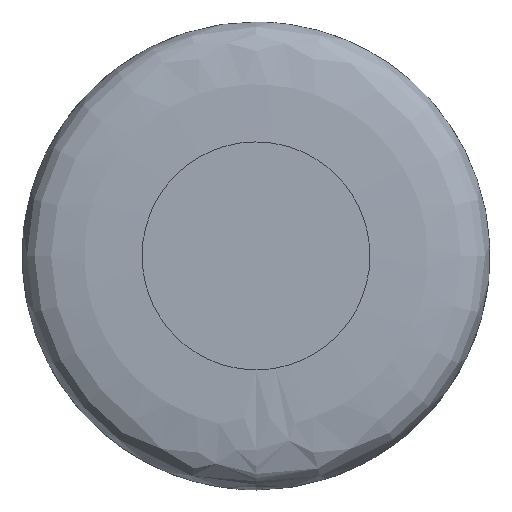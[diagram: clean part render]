
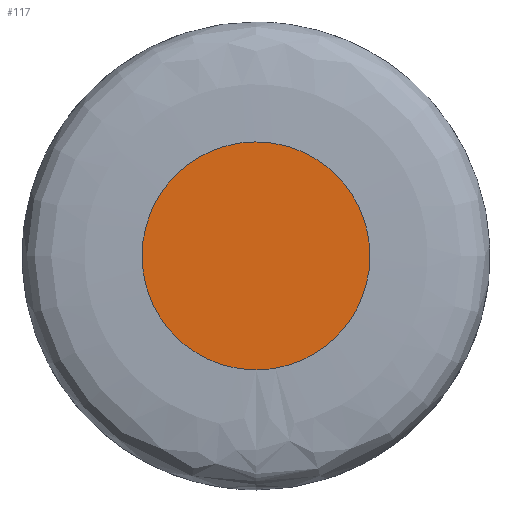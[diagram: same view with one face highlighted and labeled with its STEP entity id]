
A CAD part, top view. The second image highlights one B-rep face of the part: STEP entity #117.
In plain terms, the highlighted planar face has unit normal (0, 0, 1).
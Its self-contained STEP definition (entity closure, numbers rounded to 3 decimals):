
#2 = PLANE ( 'NONE',  #108 ) ;
#5 = CARTESIAN_POINT ( 'NONE',  ( -9.602, -73.154, 61. ) ) ;
#12 = VERTEX_POINT ( 'NONE', #155 ) ;
#18 = DIRECTION ( 'NONE',  ( 0., 0., -1. ) ) ;
#20 = CARTESIAN_POINT ( 'NONE',  ( 0., -73.058, 61. ) ) ;
#21 = B_SPLINE_CURVE_WITH_KNOTS ( 'NONE', 3,
 ( #20, #5, #193, #107, #113, #179, #161, #27, #43, #114, #41 ),
 .UNSPECIFIED., .F., .F.,
 ( 4, 1, 1, 1, 1, 1, 1, 1, 4 ),
 ( 0., 0.125, 0.25, 0.375, 0.5, 0.625, 0.75, 0.875, 1. ),
 .UNSPECIFIED. ) ;
#27 = CARTESIAN_POINT ( 'NONE',  ( -53.01, 53.017, 61. ) ) ;
#37 = FACE_OUTER_BOUND ( 'NONE', #131, .T. ) ;
#38 = DIRECTION ( 'NONE',  ( 0., -1., 0. ) ) ;
#41 = CARTESIAN_POINT ( 'NONE',  ( 0., 73.058, 61. ) ) ;
#43 = CARTESIAN_POINT ( 'NONE',  ( -28.667, 69.209, 61. ) ) ;
#45 = CARTESIAN_POINT ( 'NONE',  ( 74.961, 0., 61. ) ) ;
#46 = CARTESIAN_POINT ( 'NONE',  ( 53.01, -53.017, 61. ) ) ;
#53 = CARTESIAN_POINT ( 'NONE',  ( 0., 0., 61. ) ) ;
#57 = EDGE_CURVE ( 'NONE', #197, #12, #110, .T. ) ;
#60 = CARTESIAN_POINT ( 'NONE',  ( 9.602, -73.154, 61. ) ) ;
#79 = CARTESIAN_POINT ( 'NONE',  ( 28.667, 69.209, 61. ) ) ;
#103 = CARTESIAN_POINT ( 'NONE',  ( 28.667, -69.209, 61. ) ) ;
#107 = CARTESIAN_POINT ( 'NONE',  ( -53.01, -53.017, 61. ) ) ;
#108 = AXIS2_PLACEMENT_3D ( 'NONE', #53, #18, #38 ) ;
#110 = B_SPLINE_CURVE_WITH_KNOTS ( 'NONE', 3,
 ( #154, #206, #79, #140, #122, #45, #200, #46, #103, #60, #153 ),
 .UNSPECIFIED., .F., .F.,
 ( 4, 1, 1, 1, 1, 1, 1, 1, 4 ),
 ( 0., 0.125, 0.25, 0.375, 0.5, 0.625, 0.75, 0.875, 1. ),
 .UNSPECIFIED. ) ;
#112 = CARTESIAN_POINT ( 'NONE',  ( 0., 73.058, 61. ) ) ;
#113 = CARTESIAN_POINT ( 'NONE',  ( -69.253, -28.683, 61. ) ) ;
#114 = CARTESIAN_POINT ( 'NONE',  ( -9.602, 73.154, 61. ) ) ;
#117 = ADVANCED_FACE ( 'NONE', ( #37 ), #2, .F. ) ;
#122 = CARTESIAN_POINT ( 'NONE',  ( 69.253, 28.683, 61. ) ) ;
#131 = EDGE_LOOP ( 'NONE', ( #164, #148 ) ) ;
#140 = CARTESIAN_POINT ( 'NONE',  ( 53.01, 53.017, 61. ) ) ;
#148 = ORIENTED_EDGE ( 'NONE', *, *, #57, .F. ) ;
#153 = CARTESIAN_POINT ( 'NONE',  ( 0., -73.058, 61. ) ) ;
#154 = CARTESIAN_POINT ( 'NONE',  ( 0., 73.058, 61. ) ) ;
#155 = CARTESIAN_POINT ( 'NONE',  ( 0., -73.058, 61. ) ) ;
#161 = CARTESIAN_POINT ( 'NONE',  ( -69.253, 28.683, 61. ) ) ;
#164 = ORIENTED_EDGE ( 'NONE', *, *, #203, .F. ) ;
#179 = CARTESIAN_POINT ( 'NONE',  ( -74.961, 0., 61. ) ) ;
#193 = CARTESIAN_POINT ( 'NONE',  ( -28.667, -69.209, 61. ) ) ;
#197 = VERTEX_POINT ( 'NONE', #112 ) ;
#200 = CARTESIAN_POINT ( 'NONE',  ( 69.253, -28.683, 61. ) ) ;
#203 = EDGE_CURVE ( 'NONE', #12, #197, #21, .T. ) ;
#206 = CARTESIAN_POINT ( 'NONE',  ( 9.602, 73.154, 61. ) ) ;
